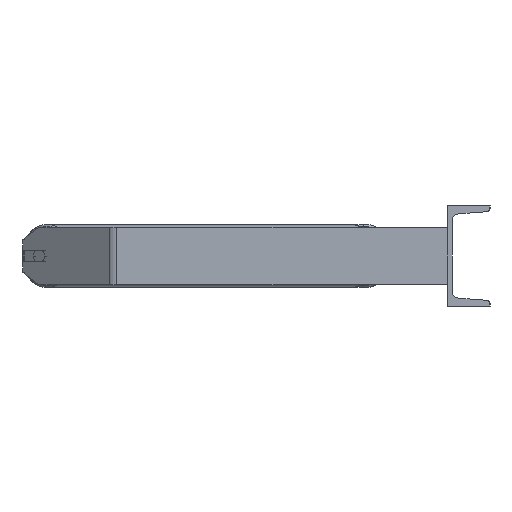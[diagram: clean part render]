
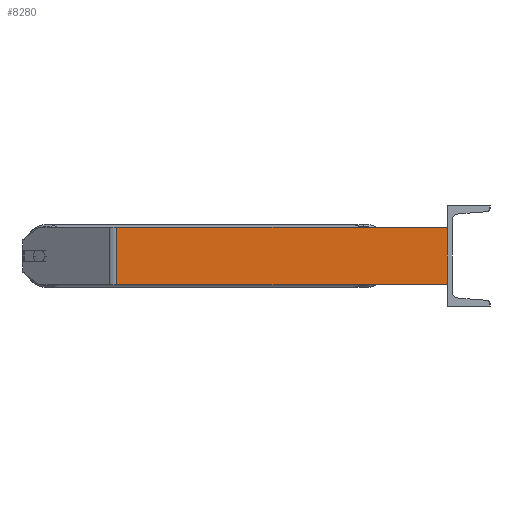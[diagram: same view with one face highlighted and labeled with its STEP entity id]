
A CAD part, left-side view. The second image highlights one B-rep face of the part: STEP entity #8280.
In plain terms, the highlighted planar face has unit normal (-1, 0, 0).
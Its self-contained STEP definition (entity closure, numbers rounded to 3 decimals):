
#180 = EDGE_CURVE ( 'NONE', #4968, #8965, #4145, .T. ) ;
#181 = LINE ( 'NONE', #3527, #5930 ) ;
#191 = VERTEX_POINT ( 'NONE', #8571 ) ;
#211 = ORIENTED_EDGE ( 'NONE', *, *, #3845, .F. ) ;
#600 = ORIENTED_EDGE ( 'NONE', *, *, #180, .T. ) ;
#828 = CARTESIAN_POINT ( 'NONE',  ( -985., 461.803, 40. ) ) ;
#2144 = VECTOR ( 'NONE', #7121, 1000. ) ;
#2178 = AXIS2_PLACEMENT_3D ( 'NONE', #5081, #4295, #8352 ) ;
#2231 = LINE ( 'NONE', #828, #6395 ) ;
#3071 = EDGE_LOOP ( 'NONE', ( #600, #211, #4719, #6902 ) ) ;
#3459 = DIRECTION ( 'NONE',  ( 0., -1., 0. ) ) ;
#3527 = CARTESIAN_POINT ( 'NONE',  ( -985., 0., 40. ) ) ;
#3845 = EDGE_CURVE ( 'NONE', #8597, #8965, #181, .T. ) ;
#4145 = LINE ( 'NONE', #5745, #4946 ) ;
#4295 = DIRECTION ( 'NONE',  ( 1., 0., 0. ) ) ;
#4352 = EDGE_CURVE ( 'NONE', #191, #8597, #6405, .T. ) ;
#4623 = CARTESIAN_POINT ( 'NONE',  ( -985., 0., 40. ) ) ;
#4719 = ORIENTED_EDGE ( 'NONE', *, *, #4352, .F. ) ;
#4946 = VECTOR ( 'NONE', #3459, 1000. ) ;
#4968 = VERTEX_POINT ( 'NONE', #5296 ) ;
#4976 = DIRECTION ( 'NONE',  ( 0., 0., -1. ) ) ;
#5081 = CARTESIAN_POINT ( 'NONE',  ( -985., 467.627, 40. ) ) ;
#5296 = CARTESIAN_POINT ( 'NONE',  ( -985., 461.803, -40. ) ) ;
#5745 = CARTESIAN_POINT ( 'NONE',  ( -985., 467.627, -40. ) ) ;
#5930 = VECTOR ( 'NONE', #8166, 1000. ) ;
#6271 = CARTESIAN_POINT ( 'NONE',  ( -985., 467.627, 40. ) ) ;
#6395 = VECTOR ( 'NONE', #4976, 1000. ) ;
#6405 = LINE ( 'NONE', #6271, #2144 ) ;
#6461 = PLANE ( 'NONE',  #2178 ) ;
#6511 = CARTESIAN_POINT ( 'NONE',  ( -985., 0., -40. ) ) ;
#6902 = ORIENTED_EDGE ( 'NONE', *, *, #7597, .T. ) ;
#7121 = DIRECTION ( 'NONE',  ( 0., -1., 0. ) ) ;
#7597 = EDGE_CURVE ( 'NONE', #191, #4968, #2231, .T. ) ;
#7850 = FACE_OUTER_BOUND ( 'NONE', #3071, .T. ) ;
#8166 = DIRECTION ( 'NONE',  ( 0., 0., -1. ) ) ;
#8280 = ADVANCED_FACE ( 'NONE', ( #7850 ), #6461, .F. ) ;
#8352 = DIRECTION ( 'NONE',  ( 0., 0., -1. ) ) ;
#8571 = CARTESIAN_POINT ( 'NONE',  ( -985., 461.803, 40. ) ) ;
#8597 = VERTEX_POINT ( 'NONE', #4623 ) ;
#8965 = VERTEX_POINT ( 'NONE', #6511 ) ;
